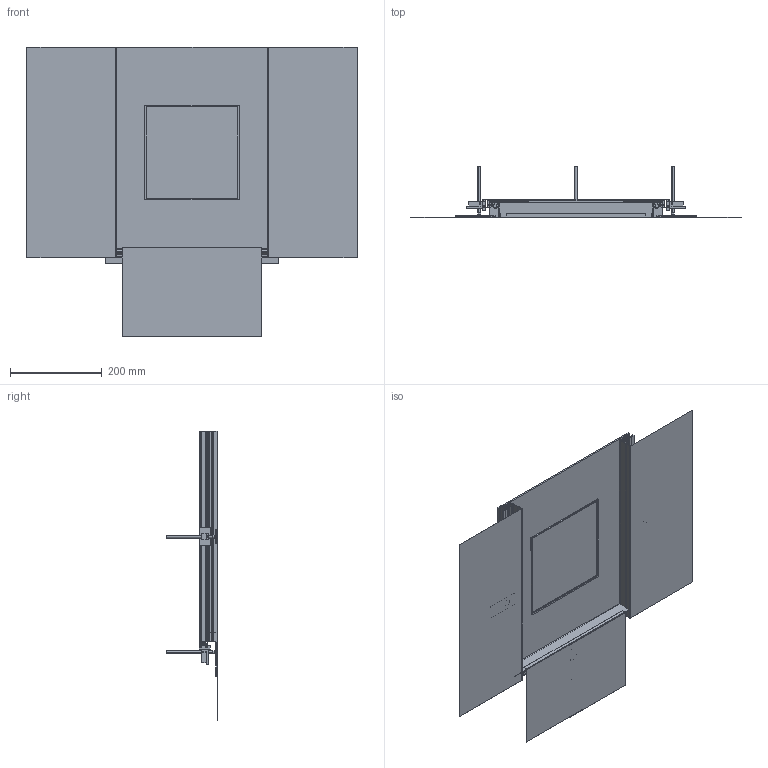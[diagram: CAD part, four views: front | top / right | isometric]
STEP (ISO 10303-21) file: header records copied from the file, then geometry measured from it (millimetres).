
FILE_DESCRIPTION (( 'STEP AP214' ), '1' );
FILE_NAME ('7424320.stp', '2016-08-24T07:17:12', ( '' ), ( '' ), 'SwSTEP 2.0', 'SolidWorks 2014', '' );
FILE_SCHEMA (( 'AUTOMOTIVE_DESIGN' ));
Length unit declared in the file: millimetre
Products named in the file (20): 32930A_step_Profil mit Gewebe; 43941C_step_Standard; P_43939AA_2_33076320 - 205mm; 43940C_Standard; 59964_Standard; 43428B_Standard; 43953A_Standard; 40738B_step_Standard; P_43939AA_2_oldalt; 43951A_Standard; 43935A_Standard; 7424320; 109613_Standard; 001232_Standard; P_0000001001_1_Standard; 001132_Standard; 001131_Standard; 001701_Standard; 001135_Standard; 001133_Standard
Assembly tree (22 placements, depth 4):
  43935A_Standard
  7424320
    40738B_step_Standard  x2
      43951A_Standard
      P_43939AA_2_oldalt
    43953A_Standard  x2
    43428B_Standard
    59964_Standard
    32930A_step_Profil mit Gewebe
      43940C_Standard
      P_43939AA_2_33076320 - 205mm
      43941C_step_Standard
    109613_Standard  x3
      001701_Standard
        001133_Standard
        001135_Standard
      001232_Standard
        001131_Standard
        001132_Standard
        P_0000001001_1_Standard
Bounding box: 721.65 x 112.3 x 631.88 mm (x, y, z)
Volume: 1156190.9 mm3; surface area: 1320555.9 mm2
Topology: 26 solids, 26 shells, 508 faces, 1320 edges, 869 vertices
Faces by surface type: plane 391, cylinder 84, bspline 18, cone 15
Entity records: 17945 total; most frequent: CARTESIAN_POINT 8680, ORIENTED_EDGE 1490, DIRECTION 1465, EDGE_CURVE 745, VECTOR 615, LINE 615, VERTEX_POINT 493, AXIS2_PLACEMENT_3D 425
